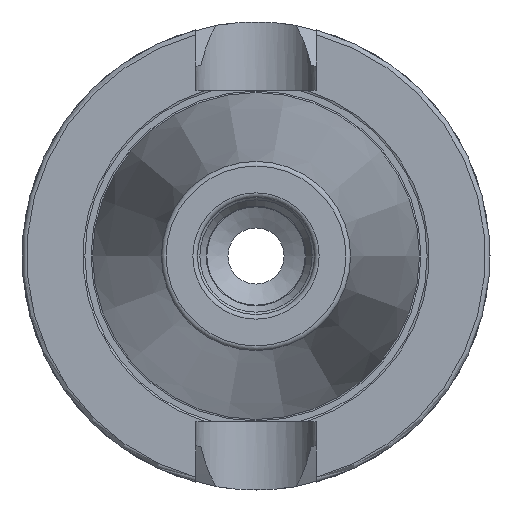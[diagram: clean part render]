
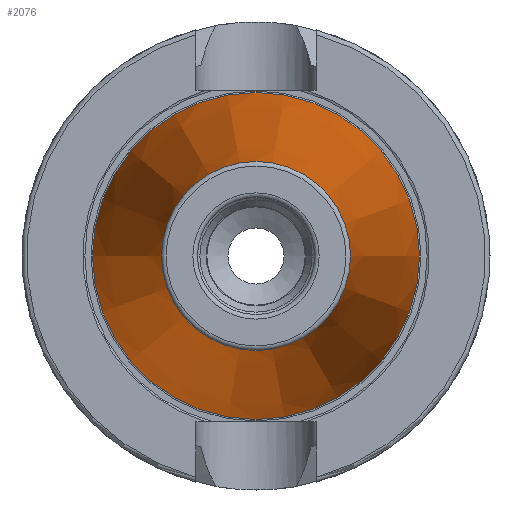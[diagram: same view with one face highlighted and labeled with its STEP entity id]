
A CAD part, left-side view. The second image highlights one B-rep face of the part: STEP entity #2076.
In plain terms, the highlighted conical face has half-angle 8.297 degrees and reference radius 27.564 mm.
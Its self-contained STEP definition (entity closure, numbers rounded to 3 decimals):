
#2034=CARTESIAN_POINT('',(-100.944,20.204,0.0));
#2035=VERTEX_POINT('',#2034);
#2036=CARTESIAN_POINT('',(-100.944,0.0,0.0));
#2037=DIRECTION('',(1.0,0.0,0.0));
#2038=DIRECTION('',(0.0,1.0,0.0));
#2039=AXIS2_PLACEMENT_3D('',#2036,#2037,#2038);
#2040=CIRCLE('',#2039,20.204);
#2041=EDGE_CURVE('',#2035,#2035,#2040,.T.);
#2057=CARTESIAN_POINT('',(-50.472,0.0,0.0));
#2058=DIRECTION('',(1.0,0.0,0.0));
#2059=DIRECTION('',(0.0,1.0,0.0));
#2060=AXIS2_PLACEMENT_3D('',#2057,#2058,#2059);
#2061=CONICAL_SURFACE('',#2060,27.564,8.297);
#2062=CARTESIAN_POINT('',(0.0,34.925,0.0));
#2063=VERTEX_POINT('',#2062);
#2064=CARTESIAN_POINT('',(0.0,0.0,0.0));
#2065=DIRECTION('',(1.0,0.0,0.0));
#2066=DIRECTION('',(0.0,1.0,0.0));
#2067=AXIS2_PLACEMENT_3D('',#2064,#2065,#2066);
#2068=CIRCLE('',#2067,34.925);
#2069=EDGE_CURVE('',#2063,#2063,#2068,.T.);
#2070=ORIENTED_EDGE('',*,*,#2069,.F.);
#2071=EDGE_LOOP('',(#2070));
#2072=FACE_OUTER_BOUND('',#2071,.T.);
#2073=ORIENTED_EDGE('',*,*,#2041,.T.);
#2074=EDGE_LOOP('',(#2073));
#2075=FACE_BOUND('',#2074,.T.);
#2076=ADVANCED_FACE('',(#2072,#2075),#2061,.T.);
